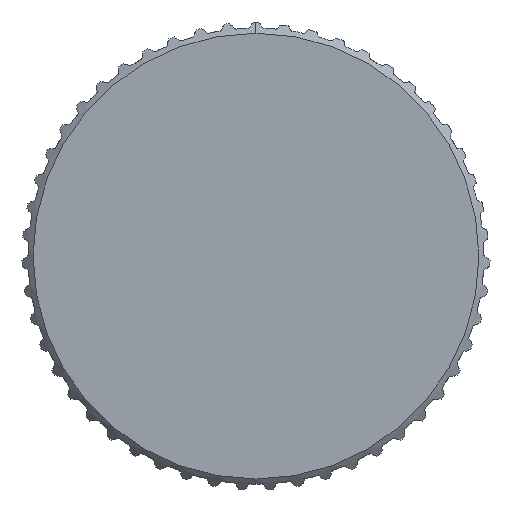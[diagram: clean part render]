
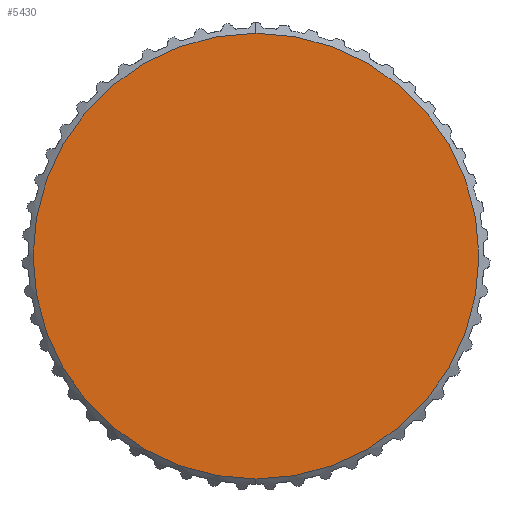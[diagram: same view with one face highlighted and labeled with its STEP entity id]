
A CAD part, left-side view. The second image highlights one B-rep face of the part: STEP entity #5430.
In plain terms, the highlighted planar face has unit normal (-1, 0, 0).
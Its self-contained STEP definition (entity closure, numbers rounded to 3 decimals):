
#2524 = DIRECTION ( 'NONE',  ( 1., 0., 0. ) ) ;
#2782 = DIRECTION ( 'NONE',  ( 1., 0., 0. ) ) ;
#3357 = CARTESIAN_POINT ( 'NONE',  ( -87.76, -3.008, -20. ) ) ;
#4231 = CARTESIAN_POINT ( 'NONE',  ( -87.76, -3.008, 20. ) ) ;
#4528 = PLANE ( 'NONE',  #14128 ) ;
#5430 = ADVANCED_FACE ( 'NONE', ( #21780 ), #4528, .T. ) ;
#8018 = CIRCLE ( 'NONE', #24198, 20. ) ;
#8158 = ORIENTED_EDGE ( 'NONE', *, *, #16739, .F. ) ;
#10556 = CARTESIAN_POINT ( 'NONE',  ( -87.76, -21.208, 0. ) ) ;
#12300 = CIRCLE ( 'NONE', #20765, 20. ) ;
#12597 = DIRECTION ( 'NONE',  ( 0., 0., -1. ) ) ;
#14128 = AXIS2_PLACEMENT_3D ( 'NONE', #10556, #24714, #12597 ) ;
#14576 = CARTESIAN_POINT ( 'NONE',  ( -87.76, -3.008, 0. ) ) ;
#14816 = CARTESIAN_POINT ( 'NONE',  ( -87.76, -3.008, 0. ) ) ;
#16207 = EDGE_LOOP ( 'NONE', ( #8158, #17366 ) ) ;
#16315 = VERTEX_POINT ( 'NONE', #4231 ) ;
#16621 = DIRECTION ( 'NONE',  ( 0., 0., 1. ) ) ;
#16739 = EDGE_CURVE ( 'NONE', #16315, #26208, #8018, .T. ) ;
#16880 = DIRECTION ( 'NONE',  ( 0., 0., 1. ) ) ;
#17366 = ORIENTED_EDGE ( 'NONE', *, *, #25892, .F. ) ;
#20765 = AXIS2_PLACEMENT_3D ( 'NONE', #14576, #2524, #16621 ) ;
#21780 = FACE_OUTER_BOUND ( 'NONE', #16207, .T. ) ;
#24198 = AXIS2_PLACEMENT_3D ( 'NONE', #14816, #2782, #16880 ) ;
#24714 = DIRECTION ( 'NONE',  ( -1., 0., 0. ) ) ;
#25892 = EDGE_CURVE ( 'NONE', #26208, #16315, #12300, .T. ) ;
#26208 = VERTEX_POINT ( 'NONE', #3357 ) ;
